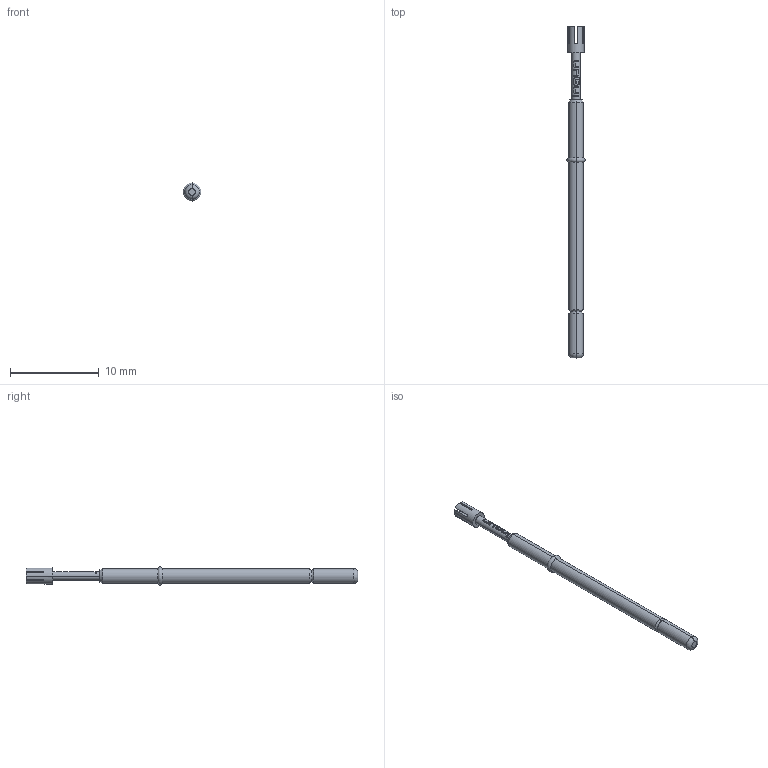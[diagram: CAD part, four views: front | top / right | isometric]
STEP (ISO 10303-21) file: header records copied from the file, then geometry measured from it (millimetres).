
FILE_DESCRIPTION (( 'STEP AP203' ), '1' );
FILE_NAME ('INGUN_GKS-112_319_180_X_xx07_0.STEP', '2016-09-27T11:56:56', ( '' ), ( '' ), 'SwSTEP 2.0', 'SolidWorks 2016', '' );
FILE_SCHEMA (( 'CONFIG_CONTROL_DESIGN' ));
Length unit declared in the file: millimetre
Products named in the file (1): INGUN_GKS-112_319_180_X_xx07_0
Bounding box: 2.03 x 37.31 x 2.03 mm (x, y, z)
Volume: 71 mm3; surface area: 204.1 mm2
Topology: 1 solids, 1 shells, 118 faces, 308 edges, 200 vertices
Faces by surface type: plane 56, bspline 22, cylinder 16, cone 16, torus 8
Entity records: 4025 total; most frequent: CARTESIAN_POINT 1243, ORIENTED_EDGE 616, DIRECTION 486, EDGE_CURVE 308, VERTEX_POINT 200, AXIS2_PLACEMENT_3D 191, EDGE_LOOP 126, ADVANCED_FACE 118
